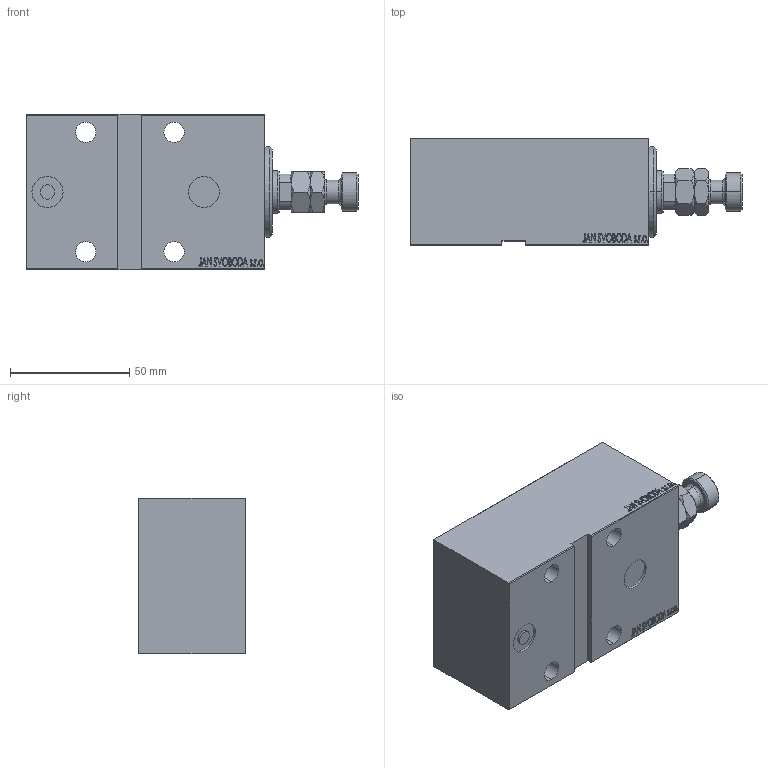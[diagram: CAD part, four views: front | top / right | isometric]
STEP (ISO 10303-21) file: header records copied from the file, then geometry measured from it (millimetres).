
FILE_DESCRIPTION (( 'STEP AP203' ), '1' );
FILE_NAME ('15ca.STEP', '2024-02-12T07:15:36', ( '' ), ( '' ), 'SwSTEP 2.0', 'SolidWorks 2019', '' );
FILE_SCHEMA (( 'CONFIG_CONTROL_DESIGN' ));
Length unit declared in the file: millimetre
Products named in the file (5): V450CM_E_Body 414b1cc30514d908b848cee6268d3026; MFA 414b1cc30514d908b848cee6268d3026; V450CM_VC_B 414b1cc30514d908b848cee6268d3026; 15ca; V450CM_E_VCP 414b1cc30514d908b848cee6268d3026
Assembly tree (4 placements, depth 2):
  15ca
    V450CM_E_Body 414b1cc30514d908b848cee6268d3026
    V450CM_E_VCP 414b1cc30514d908b848cee6268d3026
    V450CM_VC_B 414b1cc30514d908b848cee6268d3026
    MFA 414b1cc30514d908b848cee6268d3026
Bounding box: 139 x 45 x 65 mm (x, y, z)
Volume: 276452.3 mm3; surface area: 55607.3 mm2
Topology: 4 solids, 4 shells, 901 faces, 2290 edges, 1507 vertices
Faces by surface type: plane 425, bspline 380, cylinder 50, cone 42, torus 4
Entity records: 44571 total; most frequent: CARTESIAN_POINT 24875, ORIENTED_EDGE 4576, DIRECTION 2674, EDGE_CURVE 2288, VERTEX_POINT 1507, LINE 1326, VECTOR 1326, EDGE_LOOP 1023
